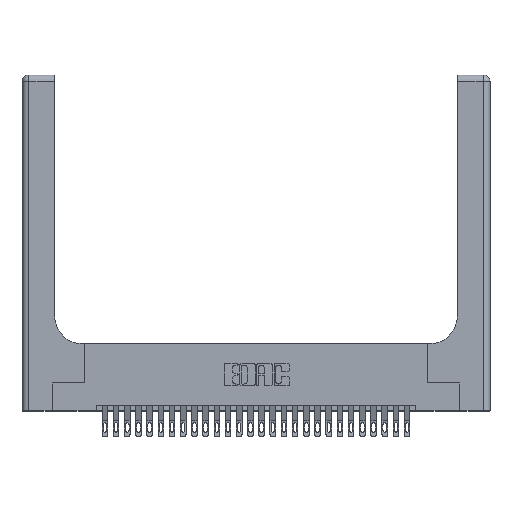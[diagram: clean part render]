
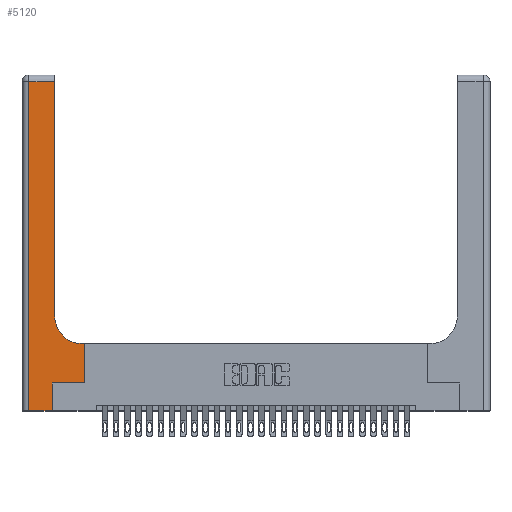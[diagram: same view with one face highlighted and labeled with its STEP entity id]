
A CAD part, top view. The second image highlights one B-rep face of the part: STEP entity #5120.
In plain terms, the highlighted planar face has unit normal (0, 0, 1).
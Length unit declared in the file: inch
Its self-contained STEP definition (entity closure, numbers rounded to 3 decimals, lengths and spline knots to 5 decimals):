
#47 = ORIENTED_EDGE ( 'NONE', *, *, #15400, .T. ) ;
#246 = VERTEX_POINT ( 'NONE', #5144 ) ;
#448 = CARTESIAN_POINT ( 'NONE',  ( 0.269, 0.25, 0.37 ) ) ;
#726 = CARTESIAN_POINT ( 'NONE',  ( 0., 2.94, 0.37 ) ) ;
#1304 = VECTOR ( 'NONE', #24336, 39.37008 ) ;
#2502 = CARTESIAN_POINT ( 'NONE',  ( 0.2915, 0.85, 0.37 ) ) ;
#2987 = EDGE_CURVE ( 'NONE', #24829, #15326, #27630, .T. ) ;
#3562 = VECTOR ( 'NONE', #14286, 39.37008 ) ;
#4168 = PLANE ( 'NONE',  #21855 ) ;
#4535 = CARTESIAN_POINT ( 'NONE',  ( 0.06, 0., 0.37 ) ) ;
#4558 = VECTOR ( 'NONE', #16594, 39.37008 ) ;
#5042 = EDGE_CURVE ( 'NONE', #26282, #24791, #12643, .T. ) ;
#5120 = ADVANCED_FACE ( 'NONE', ( #11223 ), #4168, .F. ) ;
#5144 = CARTESIAN_POINT ( 'NONE',  ( 0.2915, 2.94, 0.37 ) ) ;
#5250 = VECTOR ( 'NONE', #9817, 39.37008 ) ;
#5477 = CARTESIAN_POINT ( 'NONE',  ( 0.06, 2.94, 0.37 ) ) ;
#5624 = CARTESIAN_POINT ( 'NONE',  ( 0.5585, 0.25, 0.37 ) ) ;
#6084 = EDGE_LOOP ( 'NONE', ( #47, #12842, #24903, #20318, #26324, #8997, #21728, #17112, #23139 ) ) ;
#6650 = CIRCLE ( 'NONE', #13041, 0.25 ) ;
#6730 = EDGE_CURVE ( 'NONE', #21561, #16129, #12200, .T. ) ;
#6875 = CARTESIAN_POINT ( 'NONE',  ( 0., 0., 0.37 ) ) ;
#7738 = EDGE_CURVE ( 'NONE', #17811, #21561, #14327, .T. ) ;
#8536 = CARTESIAN_POINT ( 'NONE',  ( 0.06, 3., 0.37 ) ) ;
#8997 = ORIENTED_EDGE ( 'NONE', *, *, #22056, .T. ) ;
#9380 = LINE ( 'NONE', #14958, #13965 ) ;
#9817 = DIRECTION ( 'NONE',  ( 0., 1., 0. ) ) ;
#10096 = VECTOR ( 'NONE', #29211, 39.37008 ) ;
#10797 = EDGE_CURVE ( 'NONE', #24791, #24829, #27592, .T. ) ;
#11223 = FACE_OUTER_BOUND ( 'NONE', #6084, .T. ) ;
#11457 = EDGE_CURVE ( 'NONE', #246, #26282, #26502, .T. ) ;
#11630 = EDGE_CURVE ( 'NONE', #16129, #17108, #6650, .T. ) ;
#12200 = LINE ( 'NONE', #13377, #10096 ) ;
#12617 = CARTESIAN_POINT ( 'NONE',  ( 0.5415, 0.85, 0.37 ) ) ;
#12643 = LINE ( 'NONE', #8536, #1304 ) ;
#12842 = ORIENTED_EDGE ( 'NONE', *, *, #11457, .T. ) ;
#13041 = AXIS2_PLACEMENT_3D ( 'NONE', #12617, #28461, #14917 ) ;
#13261 = DIRECTION ( 'NONE',  ( 0., 0., -1. ) ) ;
#13377 = CARTESIAN_POINT ( 'NONE',  ( 0.2915, 0.6, 0.37 ) ) ;
#13481 = CARTESIAN_POINT ( 'NONE',  ( 0.5585, 0.6, 0.37 ) ) ;
#13703 = DIRECTION ( 'NONE',  ( 1., 0., 0. ) ) ;
#13965 = VECTOR ( 'NONE', #23955, 39.37008 ) ;
#14286 = DIRECTION ( 'NONE',  ( 0., 1., 0. ) ) ;
#14327 = LINE ( 'NONE', #5624, #15033 ) ;
#14917 = DIRECTION ( 'NONE',  ( 1., 0., 0. ) ) ;
#14958 = CARTESIAN_POINT ( 'NONE',  ( 0.269, 0.25, 0.37 ) ) ;
#15033 = VECTOR ( 'NONE', #21448, 39.37008 ) ;
#15326 = VERTEX_POINT ( 'NONE', #448 ) ;
#15400 = EDGE_CURVE ( 'NONE', #17108, #246, #29291, .T. ) ;
#15568 = VECTOR ( 'NONE', #13703, 39.37008 ) ;
#16129 = VERTEX_POINT ( 'NONE', #17540 ) ;
#16544 = CARTESIAN_POINT ( 'NONE',  ( 0.269, 0., 0.37 ) ) ;
#16594 = DIRECTION ( 'NONE',  ( -1., 0., 0. ) ) ;
#17108 = VERTEX_POINT ( 'NONE', #2502 ) ;
#17112 = ORIENTED_EDGE ( 'NONE', *, *, #6730, .T. ) ;
#17540 = CARTESIAN_POINT ( 'NONE',  ( 0.5415, 0.6, 0.37 ) ) ;
#17811 = VERTEX_POINT ( 'NONE', #22874 ) ;
#20318 = ORIENTED_EDGE ( 'NONE', *, *, #10797, .T. ) ;
#21448 = DIRECTION ( 'NONE',  ( 0., 1., 0. ) ) ;
#21561 = VERTEX_POINT ( 'NONE', #13481 ) ;
#21728 = ORIENTED_EDGE ( 'NONE', *, *, #7738, .T. ) ;
#21855 = AXIS2_PLACEMENT_3D ( 'NONE', #24540, #13261, #29097 ) ;
#22056 = EDGE_CURVE ( 'NONE', #15326, #17811, #9380, .T. ) ;
#22874 = CARTESIAN_POINT ( 'NONE',  ( 0.5585, 0.25, 0.37 ) ) ;
#23139 = ORIENTED_EDGE ( 'NONE', *, *, #11630, .T. ) ;
#23955 = DIRECTION ( 'NONE',  ( 1., 0., 0. ) ) ;
#24336 = DIRECTION ( 'NONE',  ( 0., -1., 0. ) ) ;
#24540 = CARTESIAN_POINT ( 'NONE',  ( 0., 3., 0.37 ) ) ;
#24791 = VERTEX_POINT ( 'NONE', #4535 ) ;
#24829 = VERTEX_POINT ( 'NONE', #27163 ) ;
#24903 = ORIENTED_EDGE ( 'NONE', *, *, #5042, .T. ) ;
#25526 = CARTESIAN_POINT ( 'NONE',  ( 0.2915, 3., 0.37 ) ) ;
#26282 = VERTEX_POINT ( 'NONE', #5477 ) ;
#26324 = ORIENTED_EDGE ( 'NONE', *, *, #2987, .T. ) ;
#26502 = LINE ( 'NONE', #726, #4558 ) ;
#27163 = CARTESIAN_POINT ( 'NONE',  ( 0.269, 0., 0.37 ) ) ;
#27592 = LINE ( 'NONE', #6875, #15568 ) ;
#27630 = LINE ( 'NONE', #16544, #3562 ) ;
#28461 = DIRECTION ( 'NONE',  ( 0., 0., -1. ) ) ;
#29097 = DIRECTION ( 'NONE',  ( -1., 0., 0. ) ) ;
#29211 = DIRECTION ( 'NONE',  ( -1., 0., 0. ) ) ;
#29291 = LINE ( 'NONE', #25526, #5250 ) ;
